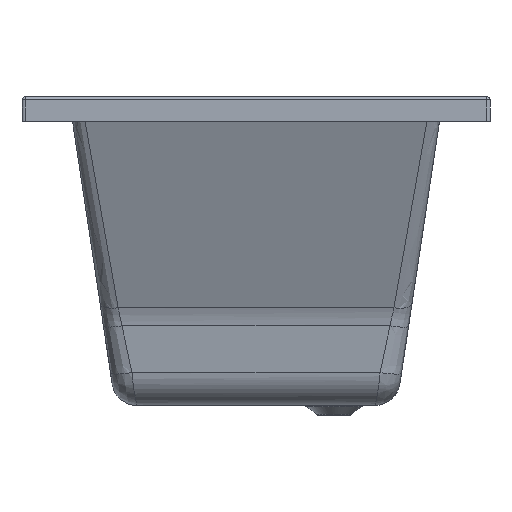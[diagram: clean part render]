
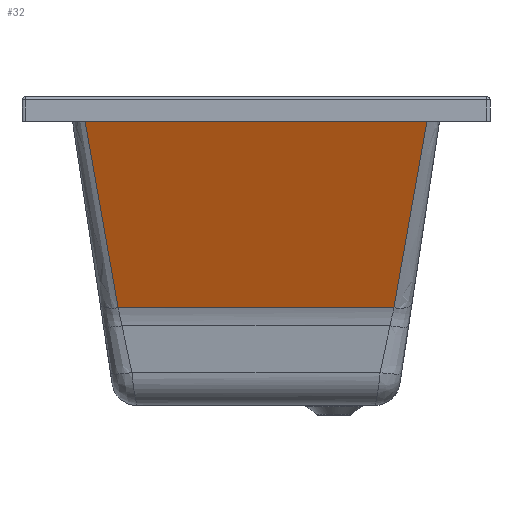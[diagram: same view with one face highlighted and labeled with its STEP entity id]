
A CAD part, left-side view. The second image highlights one B-rep face of the part: STEP entity #32.
In plain terms, the highlighted planar face has unit normal (-0.932, 0, -0.363).
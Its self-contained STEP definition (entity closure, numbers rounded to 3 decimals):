
#32=ADVANCED_FACE('',(#96),#879,.T.);
#96=FACE_OUTER_BOUND('',#159,.T.);
#159=EDGE_LOOP('',(#259,#260,#261,#262));
#259=ORIENTED_EDGE('',*,*,#519,.T.);
#260=ORIENTED_EDGE('',*,*,#520,.T.);
#261=ORIENTED_EDGE('',*,*,#521,.T.);
#262=ORIENTED_EDGE('',*,*,#522,.T.);
#519=EDGE_CURVE('',#789,#790,#697,.T.);
#520=EDGE_CURVE('',#790,#791,#698,.T.);
#521=EDGE_CURVE('',#791,#792,#699,.T.);
#522=EDGE_CURVE('',#792,#789,#700,.T.);
#697=B_SPLINE_CURVE_WITH_KNOTS('',3,(#2493,#2494,#2495,#2496),
 .UNSPECIFIED.,.F.,.F.,(4,4),(0.,0.325),.UNSPECIFIED.);
#698=B_SPLINE_CURVE_WITH_KNOTS('',1,(#2497,#2498),.UNSPECIFIED.,.F.,.F.,
(2,2),(0.,559.784),.UNSPECIFIED.);
#699=B_SPLINE_CURVE_WITH_KNOTS('',3,(#2499,#2500,#2501,#2502),
 .UNSPECIFIED.,.F.,.F.,(4,4),(0.675,1.),.UNSPECIFIED.);
#700=B_SPLINE_CURVE_WITH_KNOTS('',1,(#2503,#2504),.UNSPECIFIED.,.F.,.F.,
(2,2),(0.,441.908),.UNSPECIFIED.);
#789=VERTEX_POINT('',#2249);
#790=VERTEX_POINT('',#2250);
#791=VERTEX_POINT('',#2251);
#792=VERTEX_POINT('',#2252);
#879=PLANE('',#912);
#912=AXIS2_PLACEMENT_3D('',#980,#928,$);
#928=DIRECTION('',(-0.932,0.,-0.363));
#980=CARTESIAN_POINT('',(76.279,-214.45,9.539));
#2249=CARTESIAN_POINT('',(212.023,-745.686,-338.482));
#2250=CARTESIAN_POINT('',(82.483,-804.624,-6.366));
#2251=CARTESIAN_POINT('',(82.483,-244.84,-6.366));
#2252=CARTESIAN_POINT('',(212.023,-303.778,-338.482));
#2493=CARTESIAN_POINT('',(212.023,-745.686,-338.482));
#2494=CARTESIAN_POINT('',(168.696,-762.449,-227.399));
#2495=CARTESIAN_POINT('',(125.789,-787.436,-117.393));
#2496=CARTESIAN_POINT('',(82.483,-804.624,-6.366));
#2497=CARTESIAN_POINT('',(82.483,-804.624,-6.366));
#2498=CARTESIAN_POINT('',(82.483,-244.84,-6.366));
#2499=CARTESIAN_POINT('',(82.483,-244.84,-6.366));
#2500=CARTESIAN_POINT('',(125.789,-262.027,-117.393));
#2501=CARTESIAN_POINT('',(168.696,-287.014,-227.399));
#2502=CARTESIAN_POINT('',(212.023,-303.778,-338.482));
#2503=CARTESIAN_POINT('',(212.023,-303.778,-338.482));
#2504=CARTESIAN_POINT('',(212.023,-745.686,-338.482));
